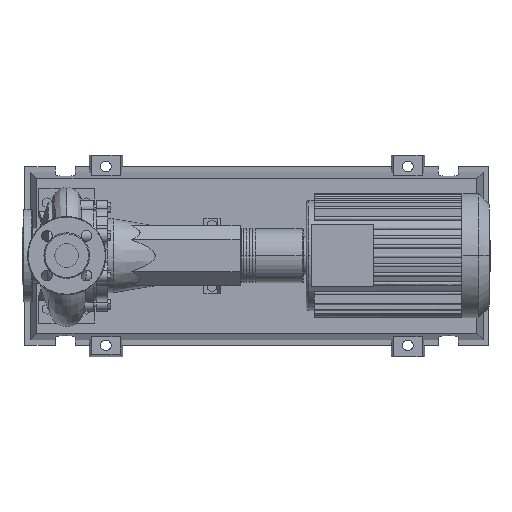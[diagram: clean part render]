
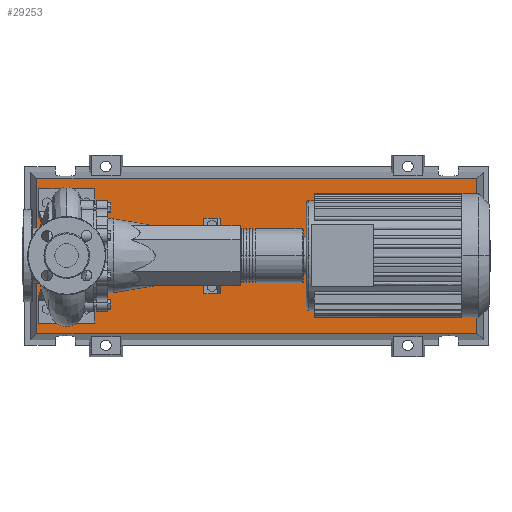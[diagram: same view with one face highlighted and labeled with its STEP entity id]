
A CAD part, top view. The second image highlights one B-rep face of the part: STEP entity #29253.
In plain terms, the highlighted planar face has unit normal (0, 0, 1).
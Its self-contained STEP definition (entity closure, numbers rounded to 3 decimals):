
#28934=CARTESIAN_POINT('',(733.292,-138.292,83.0));
#28935=VERTEX_POINT('',#28934);
#28942=CARTESIAN_POINT('',(-53.292,-138.292,83.0));
#28943=VERTEX_POINT('',#28942);
#28944=CARTESIAN_POINT('',(733.292,-138.292,83.0));
#28945=DIRECTION('',(-1.0,0.0,0.0));
#28946=VECTOR('',#28945,786.584);
#28947=LINE('',#28944,#28946);
#28948=EDGE_CURVE('',#28935,#28943,#28947,.T.);
#29166=CARTESIAN_POINT('',(733.292,138.292,83.0));
#29167=VERTEX_POINT('',#29166);
#29168=CARTESIAN_POINT('',(733.292,138.292,83.0));
#29169=DIRECTION('',(0.0,-1.0,0.0));
#29170=VECTOR('',#29169,276.584);
#29171=LINE('',#29168,#29170);
#29172=EDGE_CURVE('',#29167,#28935,#29171,.T.);
#29190=CARTESIAN_POINT('',(-53.292,138.292,83.0));
#29191=VERTEX_POINT('',#29190);
#29192=CARTESIAN_POINT('',(-53.292,-138.292,83.0));
#29193=DIRECTION('',(0.0,1.0,0.0));
#29194=VECTOR('',#29193,276.584);
#29195=LINE('',#29192,#29194);
#29196=EDGE_CURVE('',#28943,#29191,#29195,.T.);
#29229=CARTESIAN_POINT('',(-53.292,138.292,83.0));
#29230=DIRECTION('',(1.0,0.0,0.0));
#29231=VECTOR('',#29230,786.584);
#29232=LINE('',#29229,#29231);
#29233=EDGE_CURVE('',#29191,#29167,#29232,.T.);
#29242=CARTESIAN_POINT('',(340.,0.,83.0));
#29243=DIRECTION('',(0.0,0.0,1.0));
#29244=DIRECTION('',(1.0,0.0,0.0));
#29245=AXIS2_PLACEMENT_3D('',#29242,#29243,#29244);
#29246=PLANE('',#29245);
#29247=ORIENTED_EDGE('',*,*,#29172,.F.);
#29248=ORIENTED_EDGE('',*,*,#29233,.F.);
#29249=ORIENTED_EDGE('',*,*,#29196,.F.);
#29250=ORIENTED_EDGE('',*,*,#28948,.F.);
#29251=EDGE_LOOP('',(#29247,#29248,#29249,#29250));
#29252=FACE_OUTER_BOUND('',#29251,.T.);
#29253=ADVANCED_FACE('',(#29252),#29246,.T.);
